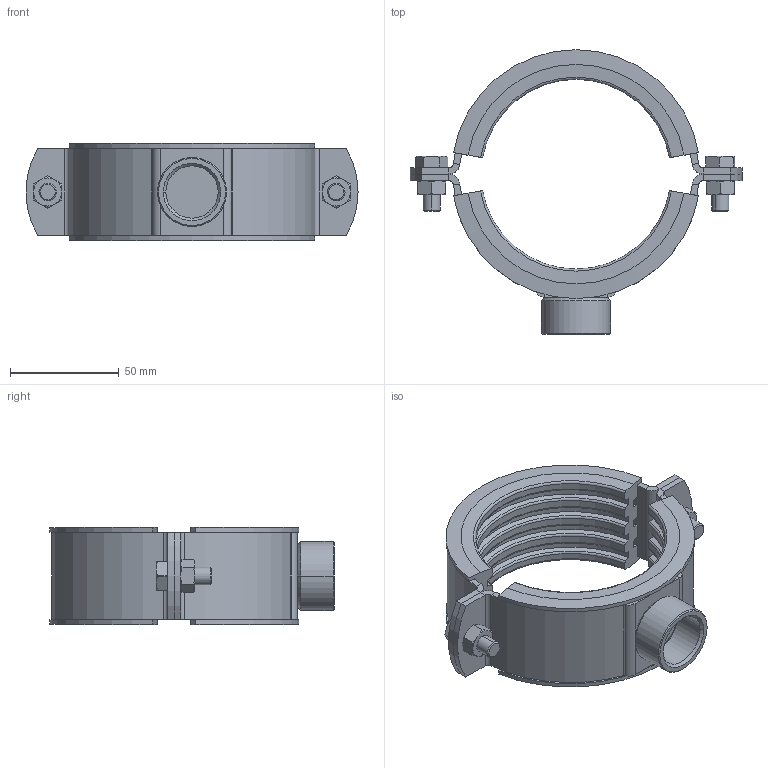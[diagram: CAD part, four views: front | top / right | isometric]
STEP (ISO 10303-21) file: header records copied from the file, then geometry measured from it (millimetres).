
FILE_DESCRIPTION (( 'STEP AP203' ), '1' );
FILE_NAME ('51.828.STEP', '2019-11-21T16:26:50', ( '' ), ( '' ), 'SwSTEP 2.0', 'SolidWorks 2019', '' );
FILE_SCHEMA (( 'CONFIG_CONTROL_DESIGN' ));
Length unit declared in the file: millimetre
Products named in the file (8): 1000003425_09 - Gr. 88-91 - H-17108.609; 1000003390_09 - Gr. 88-91 - H-17106.009; 1000003451_02 Gr. 88-91 H-17115.002; 1000003484; 1000003486; 1000003419_09 - Gr. 88-91 - H-17107.009; 51.828; 1000003263_E-10254.002-Inox V4A (1.4404)
Assembly tree (10 placements, depth 3):
  51.828
    1000003425_09 - Gr. 88-91 - H-17108.609
      1000003419_09 - Gr. 88-91 - H-17107.009
      1000003263_E-10254.002-Inox V4A (1.4404)
    1000003390_09 - Gr. 88-91 - H-17106.009
    1000003451_02 Gr. 88-91 H-17115.002  x2
    1000003484  x2
    1000003486  x2
Bounding box: 153 x 131.1 x 45 mm (x, y, z)
Volume: 161746.8 mm3; surface area: 86488.5 mm2
Topology: 9 solids, 9 shells, 314 faces, 750 edges, 456 vertices
Faces by surface type: cylinder 98, plane 98, cone 98, torus 20
Entity records: 6787 total; most frequent: CARTESIAN_POINT 1153, DIRECTION 1073, ORIENTED_EDGE 938, EDGE_CURVE 469, AXIS2_PLACEMENT_3D 424, VERTEX_POINT 280, LINE 225, VECTOR 225
